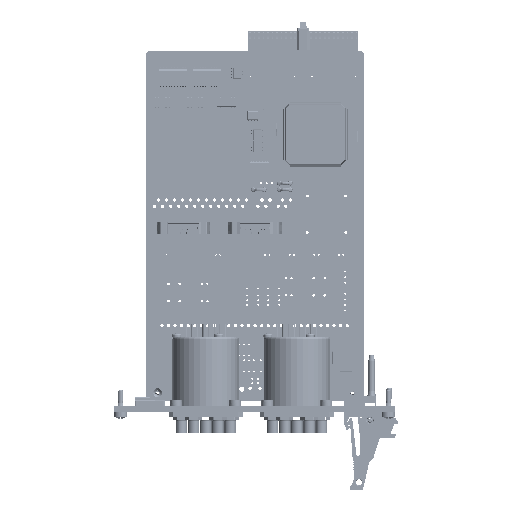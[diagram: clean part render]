
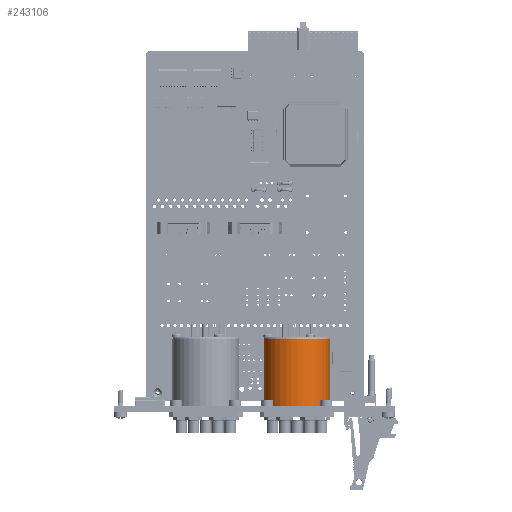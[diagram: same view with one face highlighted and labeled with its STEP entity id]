
A CAD part, left-side view. The second image highlights one B-rep face of the part: STEP entity #243106.
In plain terms, the highlighted cylindrical face has radius 15.25 mm (diameter 30.5 mm), a full revolution.
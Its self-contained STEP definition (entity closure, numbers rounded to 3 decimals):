
#38960 = AXIS2_PLACEMENT_3D ( 'NONE', #42823, #42828, #42847 ) ;
#41269 = FACE_OUTER_BOUND ( 'NONE', #158490, .T. ) ;
#41292 = FACE_OUTER_BOUND ( 'NONE', #158624, .T. ) ;
#41378 = CYLINDRICAL_SURFACE ( 'NONE', #38960, 15.25 ) ;
#42823 = CARTESIAN_POINT ( 'NONE',  ( -40.268, -6.448, 52.147 ) ) ;
#42828 = DIRECTION ( 'NONE',  ( 0., 0., -1. ) ) ;
#42847 = DIRECTION ( 'NONE',  ( -1., 0., 0. ) ) ;
#80614 = CARTESIAN_POINT ( 'NONE',  ( -25.018, -6.448, 51.147 ) ) ;
#80617 = CARTESIAN_POINT ( 'NONE',  ( -25.018, -6.448, 17.847 ) ) ;
#132357 = AXIS2_PLACEMENT_3D ( 'NONE', #216233, #216234, #216236 ) ;
#132362 = AXIS2_PLACEMENT_3D ( 'NONE', #216240, #216242, #216243 ) ;
#146132 = EDGE_CURVE ( 'NONE', #242634, #242634, #218457, .T. ) ;
#146137 = EDGE_CURVE ( 'NONE', #242637, #242637, #218461, .T. ) ;
#158490 = EDGE_LOOP ( 'NONE', ( #250434 ) ) ;
#158624 = EDGE_LOOP ( 'NONE', ( #250437 ) ) ;
#216233 = CARTESIAN_POINT ( 'NONE',  ( -40.268, -6.448, 51.147 ) ) ;
#216234 = DIRECTION ( 'NONE',  ( 0., 0., -1. ) ) ;
#216236 = DIRECTION ( 'NONE',  ( 1., 0., 0. ) ) ;
#216240 = CARTESIAN_POINT ( 'NONE',  ( -40.268, -6.448, 17.847 ) ) ;
#216242 = DIRECTION ( 'NONE',  ( 0., 0., 1. ) ) ;
#216243 = DIRECTION ( 'NONE',  ( 1., 0., 0. ) ) ;
#218457 = CIRCLE ( 'NONE', #132357, 15.25 ) ;
#218461 = CIRCLE ( 'NONE', #132362, 15.25 ) ;
#242634 = VERTEX_POINT ( 'NONE', #80614 ) ;
#242637 = VERTEX_POINT ( 'NONE', #80617 ) ;
#243106 = ADVANCED_FACE ( 'NONE', ( #41269, #41292 ), #41378, .T. ) ;
#250434 = ORIENTED_EDGE ( 'NONE', *, *, #146132, .T. ) ;
#250437 = ORIENTED_EDGE ( 'NONE', *, *, #146137, .T. ) ;
